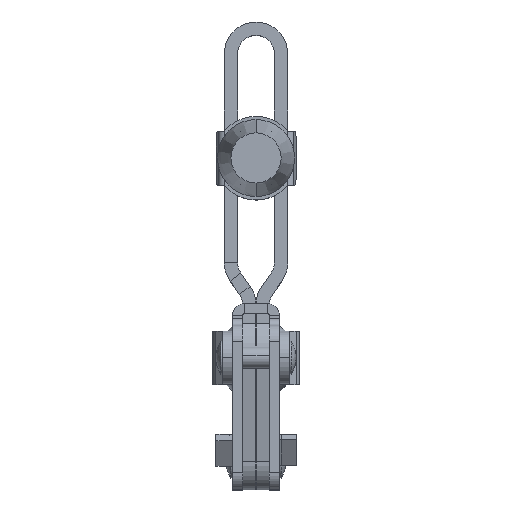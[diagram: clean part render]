
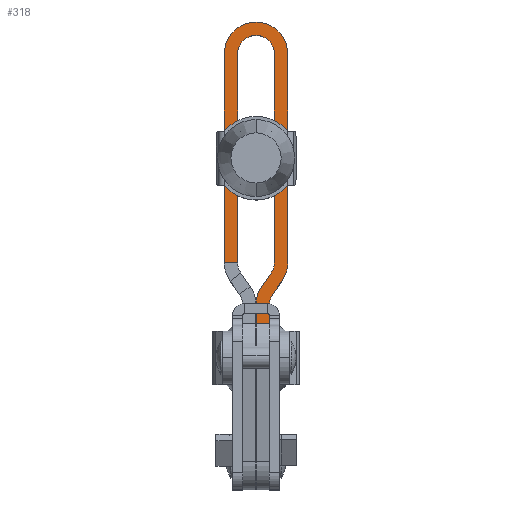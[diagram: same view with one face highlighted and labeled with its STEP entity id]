
A CAD part, top view. The second image highlights one B-rep face of the part: STEP entity #318.
In plain terms, the highlighted face is planar.
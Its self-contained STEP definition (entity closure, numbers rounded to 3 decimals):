
#318 = ADVANCED_FACE ( 'NONE', ( #1577 ), #11908, .T. ) ;
#574 = VERTEX_POINT ( 'NONE', #7225 ) ;
#690 = VERTEX_POINT ( 'NONE', #7441 ) ;
#764 = VERTEX_POINT ( 'NONE', #7578 ) ;
#768 = VERTEX_POINT ( 'NONE', #7586 ) ;
#772 = VERTEX_POINT ( 'NONE', #7593 ) ;
#773 = VERTEX_POINT ( 'NONE', #7595 ) ;
#774 = VERTEX_POINT ( 'NONE', #7597 ) ;
#775 = VERTEX_POINT ( 'NONE', #7599 ) ;
#776 = VERTEX_POINT ( 'NONE', #7600 ) ;
#777 = VERTEX_POINT ( 'NONE', #7602 ) ;
#778 = VERTEX_POINT ( 'NONE', #7604 ) ;
#779 = VERTEX_POINT ( 'NONE', #7606 ) ;
#1577 = FACE_OUTER_BOUND ( 'NONE', #30124, .T. ) ;
#3525 = AXIS2_PLACEMENT_3D ( 'NONE', #17935, #17936, #17937 ) ;
#3526 = AXIS2_PLACEMENT_3D ( 'NONE', #17940, #17941, #17942 ) ;
#3527 = AXIS2_PLACEMENT_3D ( 'NONE', #17944, #17945, #17946 ) ;
#3528 = AXIS2_PLACEMENT_3D ( 'NONE', #17950, #17951, #17952 ) ;
#3529 = AXIS2_PLACEMENT_3D ( 'NONE', #17953, #17954, #17955 ) ;
#3530 = AXIS2_PLACEMENT_3D ( 'NONE', #17957, #17958, #17959 ) ;
#7225 = CARTESIAN_POINT ( 'NONE',  ( 9.5, 5.5, 62.5 ) ) ;
#7441 = CARTESIAN_POINT ( 'NONE',  ( -9.5, 5.5, 62.5 ) ) ;
#7578 = CARTESIAN_POINT ( 'NONE',  ( 5.5, 5.5, 62.5 ) ) ;
#7586 = CARTESIAN_POINT ( 'NONE',  ( -7.782, 5.5, 67.949 ) ) ;
#7593 = CARTESIAN_POINT ( 'NONE',  ( -4.01, 5.5, 75.07 ) ) ;
#7595 = CARTESIAN_POINT ( 'NONE',  ( 5.5, 5.5, 0. ) ) ;
#7597 = CARTESIAN_POINT ( 'NONE',  ( -5.5, 5.5, 0. ) ) ;
#7599 = CARTESIAN_POINT ( 'NONE',  ( -5.5, 5.5, 62.5 ) ) ;
#7600 = CARTESIAN_POINT ( 'NONE',  ( -4.505, 5.5, 65.655 ) ) ;
#7602 = CARTESIAN_POINT ( 'NONE',  ( -1.728, 5.5, 69.621 ) ) ;
#7604 = CARTESIAN_POINT ( 'NONE',  ( -0.01, 5.5, 75.07 ) ) ;
#7606 = CARTESIAN_POINT ( 'NONE',  ( -5.005, 5.5, 71.915 ) ) ;
#7713 = ORIENTED_EDGE ( 'NONE', *, *, #16164, .T. ) ;
#7715 = ORIENTED_EDGE ( 'NONE', *, *, #16588, .T. ) ;
#7718 = ORIENTED_EDGE ( 'NONE', *, *, #16590, .T. ) ;
#7720 = ORIENTED_EDGE ( 'NONE', *, *, #16593, .T. ) ;
#7722 = ORIENTED_EDGE ( 'NONE', *, *, #16595, .T. ) ;
#7724 = ORIENTED_EDGE ( 'NONE', *, *, #16597, .T. ) ;
#7726 = ORIENTED_EDGE ( 'NONE', *, *, #16600, .T. ) ;
#7728 = ORIENTED_EDGE ( 'NONE', *, *, #16602, .T. ) ;
#7731 = ORIENTED_EDGE ( 'NONE', *, *, #16604, .T. ) ;
#7733 = ORIENTED_EDGE ( 'NONE', *, *, #15948, .T. ) ;
#7735 = ORIENTED_EDGE ( 'NONE', *, *, #16607, .F. ) ;
#7737 = ORIENTED_EDGE ( 'NONE', *, *, #16608, .F. ) ;
#7739 = ORIENTED_EDGE ( 'NONE', *, *, #16610, .F. ) ;
#7741 = ORIENTED_EDGE ( 'NONE', *, *, #16613, .F. ) ;
#7744 = ORIENTED_EDGE ( 'NONE', *, *, #16397, .F. ) ;
#7746 = ORIENTED_EDGE ( 'NONE', *, *, #16615, .F. ) ;
#11902 = DIRECTION ( 'NONE',  ( 1., 0., 0. ) ) ;
#11904 = DIRECTION ( 'NONE',  ( 0., -1., 0. ) ) ;
#11908 = PLANE ( 'NONE',  #31956 ) ;
#11916 = CARTESIAN_POINT ( 'NONE',  ( 9.5, 5.5, 0. ) ) ;
#13730 = DIRECTION ( 'NONE',  ( -1., 0., 0. ) ) ;
#13737 = CARTESIAN_POINT ( 'NONE',  ( 9.5, 5.5, 80.717 ) ) ;
#14384 = LINE ( 'NONE', #13737, #14389 ) ;
#14389 = VECTOR ( 'NONE', #13730, 1000. ) ;
#14493 = LINE ( 'NONE', #16267, #14534 ) ;
#14534 = VECTOR ( 'NONE', #16312, 1000. ) ;
#14663 = LINE ( 'NONE', #17291, #14666 ) ;
#14666 = VECTOR ( 'NONE', #17293, 1000. ) ;
#14761 = LINE ( 'NONE', #17926, #14764 ) ;
#14762 = LINE ( 'NONE', #17949, #14780 ) ;
#14763 = LINE ( 'NONE', #17931, #14766 ) ;
#14764 = VECTOR ( 'NONE', #17921, 1000. ) ;
#14765 = CIRCLE ( 'NONE', #3525, 5.5 ) ;
#14766 = VECTOR ( 'NONE', #17932, 1000. ) ;
#14767 = LINE ( 'NONE', #17917, #14769 ) ;
#14768 = CIRCLE ( 'NONE', #3526, 5.5 ) ;
#14769 = VECTOR ( 'NONE', #17925, 1000. ) ;
#14770 = LINE ( 'NONE', #17933, #14772 ) ;
#14771 = CIRCLE ( 'NONE', #3527, 9.5 ) ;
#14772 = VECTOR ( 'NONE', #17934, 1000. ) ;
#14773 = LINE ( 'NONE', #17938, #14775 ) ;
#14774 = LINE ( 'NONE', #17947, #14777 ) ;
#14775 = VECTOR ( 'NONE', #17939, 1000. ) ;
#14776 = CIRCLE ( 'NONE', #3528, 5.5 ) ;
#14777 = VECTOR ( 'NONE', #17948, 1000. ) ;
#14778 = CIRCLE ( 'NONE', #3529, 9.5 ) ;
#14780 = VECTOR ( 'NONE', #17943, 1000. ) ;
#14781 = CIRCLE ( 'NONE', #3530, 9.5 ) ;
#15948 = EDGE_CURVE ( 'NONE', #29524, #29529, #14384, .T. ) ;
#16164 = EDGE_CURVE ( 'NONE', #29591, #574, #14493, .T. ) ;
#16267 = CARTESIAN_POINT ( 'NONE',  ( 9.5, 5.5, 0. ) ) ;
#16312 = DIRECTION ( 'NONE',  ( 0., 0., 1. ) ) ;
#16397 = EDGE_CURVE ( 'NONE', #29595, #690, #14663, .T. ) ;
#16588 = EDGE_CURVE ( 'NONE', #574, #764, #14761, .T. ) ;
#16590 = EDGE_CURVE ( 'NONE', #764, #773, #14763, .T. ) ;
#16593 = EDGE_CURVE ( 'NONE', #773, #774, #14765, .T. ) ;
#16595 = EDGE_CURVE ( 'NONE', #774, #775, #14767, .T. ) ;
#16597 = EDGE_CURVE ( 'NONE', #775, #776, #14768, .T. ) ;
#16600 = EDGE_CURVE ( 'NONE', #776, #777, #14770, .T. ) ;
#16602 = EDGE_CURVE ( 'NONE', #777, #778, #14771, .T. ) ;
#16604 = EDGE_CURVE ( 'NONE', #778, #29524, #14773, .T. ) ;
#16607 = EDGE_CURVE ( 'NONE', #772, #29529, #14774, .T. ) ;
#16608 = EDGE_CURVE ( 'NONE', #779, #772, #14776, .T. ) ;
#16610 = EDGE_CURVE ( 'NONE', #768, #779, #14762, .T. ) ;
#16613 = EDGE_CURVE ( 'NONE', #690, #768, #14778, .T. ) ;
#16615 = EDGE_CURVE ( 'NONE', #29591, #29595, #14781, .T. ) ;
#17291 = CARTESIAN_POINT ( 'NONE',  ( -9.5, 5.5, 0. ) ) ;
#17293 = DIRECTION ( 'NONE',  ( 0., 0., 1. ) ) ;
#17917 = CARTESIAN_POINT ( 'NONE',  ( -5.5, 5.5, 70.25 ) ) ;
#17921 = DIRECTION ( 'NONE',  ( -1., 0., 0. ) ) ;
#17925 = DIRECTION ( 'NONE',  ( 0., 0., 1. ) ) ;
#17926 = CARTESIAN_POINT ( 'NONE',  ( 9.5, 5.5, 62.5 ) ) ;
#17931 = CARTESIAN_POINT ( 'NONE',  ( 5.5, 5.5, 150. ) ) ;
#17932 = DIRECTION ( 'NONE',  ( 0., 0., -1. ) ) ;
#17933 = CARTESIAN_POINT ( 'NONE',  ( -2.688, 5.5, 68.25 ) ) ;
#17934 = DIRECTION ( 'NONE',  ( 0.574, 0., 0.819 ) ) ;
#17935 = CARTESIAN_POINT ( 'NONE',  ( 0., 5.5, 0. ) ) ;
#17936 = DIRECTION ( 'NONE',  ( 0., 1., 0. ) ) ;
#17937 = DIRECTION ( 'NONE',  ( 1., 0., 0. ) ) ;
#17938 = CARTESIAN_POINT ( 'NONE',  ( -0.01, 5.5, 68.815 ) ) ;
#17939 = DIRECTION ( 'NONE',  ( 0., 0., 1. ) ) ;
#17940 = CARTESIAN_POINT ( 'NONE',  ( 0., 5.5, 62.5 ) ) ;
#17941 = DIRECTION ( 'NONE',  ( 0., 1., 0. ) ) ;
#17942 = DIRECTION ( 'NONE',  ( 1., 0., 0. ) ) ;
#17943 = DIRECTION ( 'NONE',  ( 0.574, 0., 0.819 ) ) ;
#17944 = CARTESIAN_POINT ( 'NONE',  ( -9.51, 5.5, 75.07 ) ) ;
#17945 = DIRECTION ( 'NONE',  ( 0., -1., 0. ) ) ;
#17946 = DIRECTION ( 'NONE',  ( 1., 0., 0. ) ) ;
#17947 = CARTESIAN_POINT ( 'NONE',  ( -4.01, 5.5, 68.815 ) ) ;
#17948 = DIRECTION ( 'NONE',  ( 0., 0., 1. ) ) ;
#17949 = CARTESIAN_POINT ( 'NONE',  ( -5.965, 5.5, 70.544 ) ) ;
#17950 = CARTESIAN_POINT ( 'NONE',  ( -9.51, 5.5, 75.07 ) ) ;
#17951 = DIRECTION ( 'NONE',  ( 0., -1., 0. ) ) ;
#17952 = DIRECTION ( 'NONE',  ( 1., 0., 0. ) ) ;
#17953 = CARTESIAN_POINT ( 'NONE',  ( 0., 5.5, 62.5 ) ) ;
#17954 = DIRECTION ( 'NONE',  ( 0., 1., 0. ) ) ;
#17955 = DIRECTION ( 'NONE',  ( 1., 0., 0. ) ) ;
#17957 = CARTESIAN_POINT ( 'NONE',  ( 0., 5.5, 0. ) ) ;
#17958 = DIRECTION ( 'NONE',  ( 0., 1., 0. ) ) ;
#17959 = DIRECTION ( 'NONE',  ( 1., 0., 0. ) ) ;
#18516 = CARTESIAN_POINT ( 'NONE',  ( -0.01, 5.5, 80.717 ) ) ;
#18521 = CARTESIAN_POINT ( 'NONE',  ( -4.01, 5.5, 80.717 ) ) ;
#18583 = CARTESIAN_POINT ( 'NONE',  ( 9.5, 5.5, 0. ) ) ;
#18587 = CARTESIAN_POINT ( 'NONE',  ( -9.5, 5.5, 0. ) ) ;
#29524 = VERTEX_POINT ( 'NONE', #18516 ) ;
#29529 = VERTEX_POINT ( 'NONE', #18521 ) ;
#29591 = VERTEX_POINT ( 'NONE', #18583 ) ;
#29595 = VERTEX_POINT ( 'NONE', #18587 ) ;
#30124 = EDGE_LOOP ( 'NONE', ( #7713, #7715, #7718, #7720, #7722, #7724, #7726, #7728, #7731, #7733, #7735, #7737, #7739, #7741, #7744, #7746 ) ) ;
#31956 = AXIS2_PLACEMENT_3D ( 'NONE', #11916, #11904, #11902 ) ;
